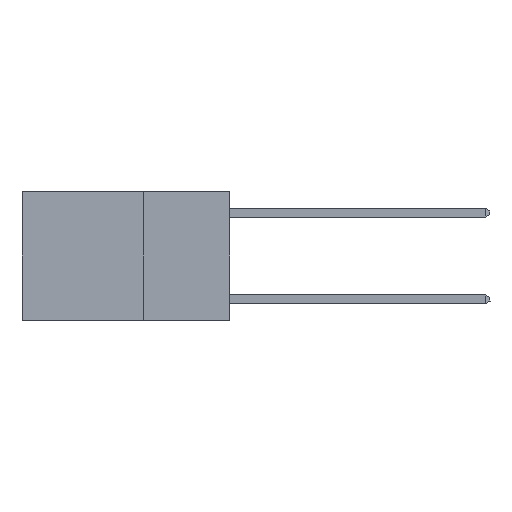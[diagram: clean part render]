
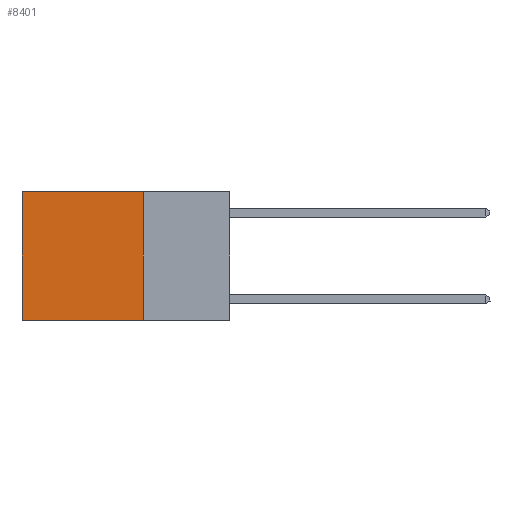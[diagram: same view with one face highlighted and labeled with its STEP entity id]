
A CAD part, left-side view. The second image highlights one B-rep face of the part: STEP entity #8401.
In plain terms, the highlighted planar face has unit normal (-1, 0, 0).
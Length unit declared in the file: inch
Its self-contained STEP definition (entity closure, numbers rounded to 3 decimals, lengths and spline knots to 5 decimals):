
#326 = AXIS2_PLACEMENT_3D ( 'NONE', #389, #17903, #4978 ) ;
#389 = CARTESIAN_POINT ( 'NONE',  ( 0.2625, 0.25, 0. ) ) ;
#1841 = DIRECTION ( 'NONE',  ( 0., 1., 0. ) ) ;
#1965 = VERTEX_POINT ( 'NONE', #7794 ) ;
#2417 = CARTESIAN_POINT ( 'NONE',  ( 0.2625, 0.25, 0. ) ) ;
#3173 = CARTESIAN_POINT ( 'NONE',  ( 0.2625, 0.6, -0.37 ) ) ;
#3861 = VERTEX_POINT ( 'NONE', #3173 ) ;
#4039 = LINE ( 'NONE', #12906, #14945 ) ;
#4546 = EDGE_CURVE ( 'NONE', #18332, #21235, #4039, .T. ) ;
#4978 = DIRECTION ( 'NONE',  ( 0., 0., -1. ) ) ;
#5484 = LINE ( 'NONE', #13437, #16319 ) ;
#5599 = VECTOR ( 'NONE', #19210, 39.37008 ) ;
#6038 = CARTESIAN_POINT ( 'NONE',  ( 0.2625, 0.6, 0. ) ) ;
#7477 = DIRECTION ( 'NONE',  ( 0., 0., -1. ) ) ;
#7794 = CARTESIAN_POINT ( 'NONE',  ( 0.2625, 0.25, -0.37 ) ) ;
#8401 = ADVANCED_FACE ( 'NONE', ( #27251 ), #24192, .F. ) ;
#8617 = ORIENTED_EDGE ( 'NONE', *, *, #11269, .F. ) ;
#9776 = CARTESIAN_POINT ( 'NONE',  ( 0.2625, 0.25, 0. ) ) ;
#10673 = LINE ( 'NONE', #9776, #21230 ) ;
#11269 = EDGE_CURVE ( 'NONE', #18332, #1965, #10673, .T. ) ;
#11424 = DIRECTION ( 'NONE',  ( 0., 0., -1. ) ) ;
#12906 = CARTESIAN_POINT ( 'NONE',  ( 0.2625, 0.25, 0. ) ) ;
#13437 = CARTESIAN_POINT ( 'NONE',  ( 0.2625, 0.6, 0. ) ) ;
#14945 = VECTOR ( 'NONE', #1841, 39.37008 ) ;
#16319 = VECTOR ( 'NONE', #11424, 39.37008 ) ;
#17074 = CARTESIAN_POINT ( 'NONE',  ( 0.2625, 0.25, -0.37 ) ) ;
#17903 = DIRECTION ( 'NONE',  ( 1., 0., 0. ) ) ;
#18332 = VERTEX_POINT ( 'NONE', #2417 ) ;
#18348 = EDGE_CURVE ( 'NONE', #21235, #3861, #5484, .T. ) ;
#18947 = ORIENTED_EDGE ( 'NONE', *, *, #4546, .T. ) ;
#19210 = DIRECTION ( 'NONE',  ( 0., 1., 0. ) ) ;
#19576 = ORIENTED_EDGE ( 'NONE', *, *, #18348, .T. ) ;
#21230 = VECTOR ( 'NONE', #7477, 39.37008 ) ;
#21235 = VERTEX_POINT ( 'NONE', #6038 ) ;
#21375 = EDGE_CURVE ( 'NONE', #1965, #3861, #22707, .T. ) ;
#22707 = LINE ( 'NONE', #17074, #5599 ) ;
#24192 = PLANE ( 'NONE',  #326 ) ;
#24874 = ORIENTED_EDGE ( 'NONE', *, *, #21375, .F. ) ;
#27251 = FACE_OUTER_BOUND ( 'NONE', #27624, .T. ) ;
#27624 = EDGE_LOOP ( 'NONE', ( #19576, #24874, #8617, #18947 ) ) ;
